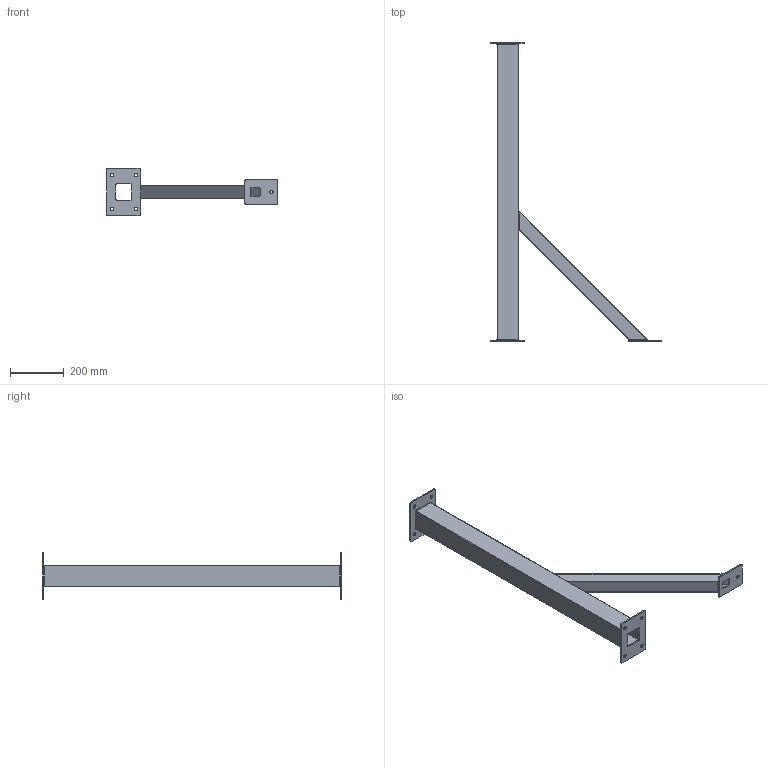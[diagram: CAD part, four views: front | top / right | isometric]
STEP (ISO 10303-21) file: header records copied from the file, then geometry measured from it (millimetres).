
FILE_DESCRIPTION(/* description */ (''),/* implementation_level */ '2;1');
FILE_NAME(/* name */ '80301-0252 SUPPORT LEG.stp',/* time_stamp */ '2026-01-30T14:10:06-08:00',/* author */ ('chadm'),/* organization */ (''),/* preprocessor_version */ 'ST-DEVELOPER v20.1',/* originating_system */ 'Autodesk Inventor 2026',/* authorisation */ '');
FILE_SCHEMA (('AUTOMOTIVE_DESIGN { 1 0 10303 214 3 1 1 }'));
Length unit declared in the file: inch
Products named in the file (1): 80301-0252 SUPPORT LEG
Bounding box: 633.5 x 1110 x 177.8 mm (x, y, z)
Volume: 1396866.2 mm3; surface area: 1016792.4 mm2
Topology: 1 solids, 1 shells, 125 faces, 316 edges, 200 vertices
Faces by surface type: cylinder 57, plane 50, bspline 10, torus 8
Full cylindrical faces by diameter (mm): 12.7 x1, 13 x8
Entity records: 4099 total; most frequent: CARTESIAN_POINT 936, DIRECTION 678, ORIENTED_EDGE 632, EDGE_CURVE 316, AXIS2_PLACEMENT_3D 250, VERTEX_POINT 200, LINE 178, VECTOR 178
